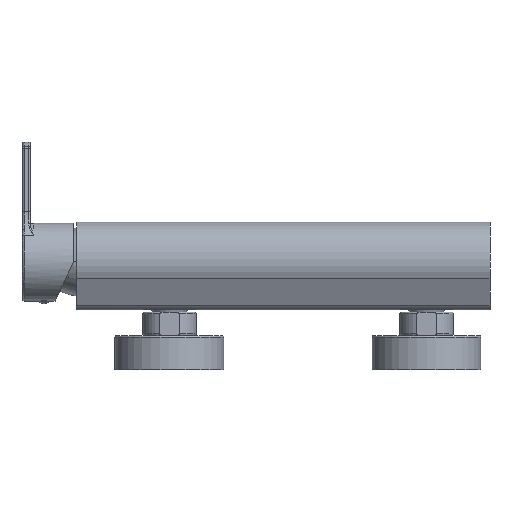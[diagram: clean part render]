
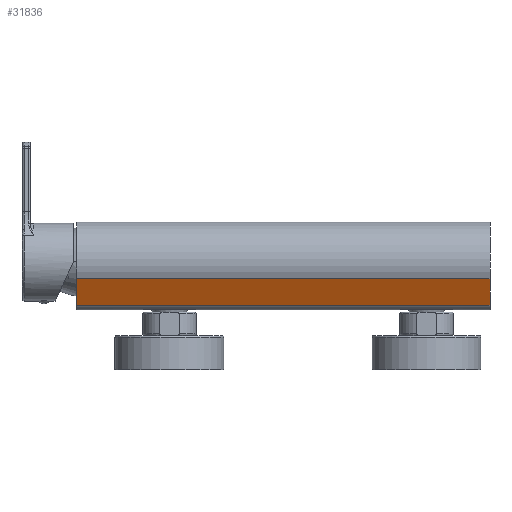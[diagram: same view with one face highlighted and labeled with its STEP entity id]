
A CAD part, front view. The second image highlights one B-rep face of the part: STEP entity #31836.
In plain terms, the highlighted planar face has unit normal (0, -0.904, -0.427).
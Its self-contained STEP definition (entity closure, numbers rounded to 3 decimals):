
#459=DIRECTION('',(0.,-0.427,0.904));
#460=VECTOR('',#459,16.822);
#461=CARTESIAN_POINT('',(-129.,-13.852,-25.133));
#462=LINE('',#461,#460);
#566=DIRECTION('',(0.,-0.427,0.904));
#567=VECTOR('',#566,16.822);
#568=CARTESIAN_POINT('',(112.,-13.852,-25.133));
#569=LINE('',#568,#567);
#588=DIRECTION('',(1.,0.,0.));
#589=VECTOR('',#588,241.);
#590=CARTESIAN_POINT('',(-129.,-13.852,-25.133));
#591=LINE('',#590,#589);
#705=DIRECTION('',(-1.,0.,0.));
#706=VECTOR('',#705,241.);
#707=CARTESIAN_POINT('',(112.,-21.028,-9.918));
#708=LINE('',#707,#706);
#26376=CARTESIAN_POINT('',(112.,-21.028,-9.918));
#26378=VERTEX_POINT('',#26376);
#26380=CARTESIAN_POINT('',(-129.,-21.028,-9.918));
#26382=VERTEX_POINT('',#26380);
#26384=CARTESIAN_POINT('',(112.,-13.852,-25.133));
#26386=VERTEX_POINT('',#26384);
#26389=CARTESIAN_POINT('',(-129.,-13.852,-25.133));
#26391=VERTEX_POINT('',#26389);
#31824=CARTESIAN_POINT('',(112.,-12.5,-28.));
#31825=DIRECTION('',(0.,-0.904,-0.427));
#31826=DIRECTION('',(0.,-0.427,0.904));
#31827=AXIS2_PLACEMENT_3D('',#31824,#31825,#31826);
#31828=PLANE('',#31827);
#31829=ORIENTED_EDGE('',*,*,#31711,.F.);
#31830=ORIENTED_EDGE('',*,*,#31674,.T.);
#31832=ORIENTED_EDGE('',*,*,#31831,.F.);
#31833=ORIENTED_EDGE('',*,*,#31805,.F.);
#31834=EDGE_LOOP('',(#31829,#31830,#31832,#31833));
#31835=FACE_OUTER_BOUND('',#31834,.F.);
#31836=ADVANCED_FACE('',(#31835),#31828,.T.);
#31674=EDGE_CURVE('',#26391,#26382,#462,.T.);
#31711=EDGE_CURVE('',#26391,#26386,#591,.T.);
#31805=EDGE_CURVE('',#26386,#26378,#569,.T.);
#31831=EDGE_CURVE('',#26378,#26382,#708,.T.);
